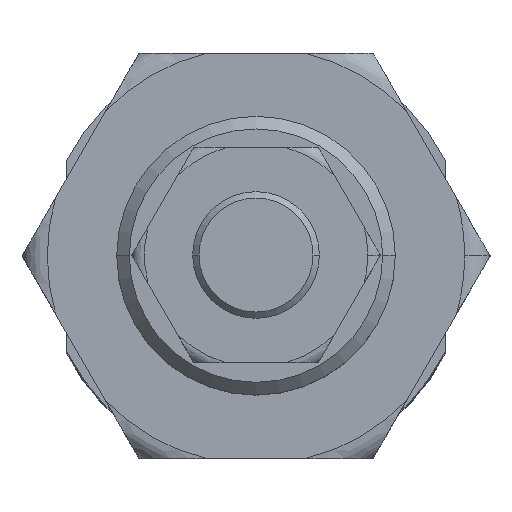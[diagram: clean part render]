
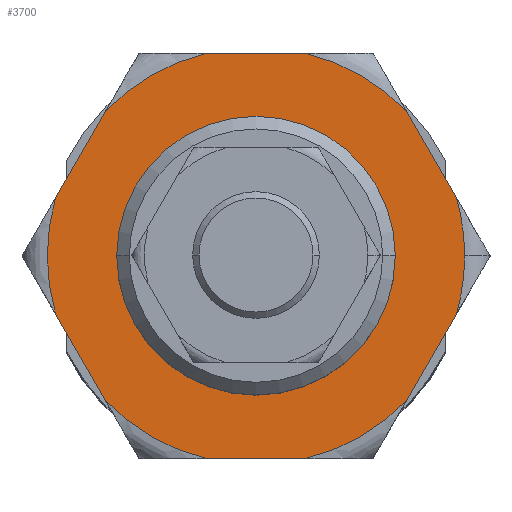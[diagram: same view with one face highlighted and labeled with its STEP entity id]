
A CAD part, top view. The second image highlights one B-rep face of the part: STEP entity #3700.
In plain terms, the highlighted planar face has unit normal (0, 0, 1).
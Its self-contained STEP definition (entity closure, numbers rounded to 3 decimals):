
#21 = DIRECTION ( 'NONE',  ( 0., 0., 1. ) ) ;
#56 = EDGE_LOOP ( 'NONE', ( #1008, #3061 ) ) ;
#80 = LINE ( 'NONE', #1277, #3815 ) ;
#101 = DIRECTION ( 'NONE',  ( -0.5, 0.866, 0. ) ) ;
#107 = CARTESIAN_POINT ( 'NONE',  ( 11., 0., 5.5 ) ) ;
#226 = EDGE_LOOP ( 'NONE', ( #3366, #311, #1692, #2367, #1340, #1296, #2201, #4017, #2874, #666, #3676, #2315, #1110 ) ) ;
#257 = CIRCLE ( 'NONE', #387, 16.475 ) ;
#311 = ORIENTED_EDGE ( 'NONE', *, *, #955, .T. ) ;
#371 = CIRCLE ( 'NONE', #610, 16.475 ) ;
#387 = AXIS2_PLACEMENT_3D ( 'NONE', #3955, #1786, #4330 ) ;
#479 = CARTESIAN_POINT ( 'NONE',  ( 18.475, 0., 5.5 ) ) ;
#501 = DIRECTION ( 'NONE',  ( 0.5, 0.866, 0. ) ) ;
#502 = LINE ( 'NONE', #2108, #3130 ) ;
#610 = AXIS2_PLACEMENT_3D ( 'NONE', #855, #3370, #1220 ) ;
#655 = VECTOR ( 'NONE', #1945, 1000. ) ;
#661 = DIRECTION ( 'NONE',  ( 0., 0., -1. ) ) ;
#666 = ORIENTED_EDGE ( 'NONE', *, *, #3528, .F. ) ;
#673 = VERTEX_POINT ( 'NONE', #1603 ) ;
#690 = VERTEX_POINT ( 'NONE', #4142 ) ;
#748 = CARTESIAN_POINT ( 'NONE',  ( -15.821, -4.598, 5.5 ) ) ;
#752 = EDGE_CURVE ( 'NONE', #2016, #673, #2574, .T. ) ;
#770 = AXIS2_PLACEMENT_3D ( 'NONE', #2809, #661, #3166 ) ;
#779 = VERTEX_POINT ( 'NONE', #2343 ) ;
#808 = CARTESIAN_POINT ( 'NONE',  ( 0., 0., 5.5 ) ) ;
#841 = DIRECTION ( 'NONE',  ( 0., 0., 1. ) ) ;
#847 = VERTEX_POINT ( 'NONE', #2837 ) ;
#855 = CARTESIAN_POINT ( 'NONE',  ( 0., 0., 5.5 ) ) ;
#955 = EDGE_CURVE ( 'NONE', #4393, #2237, #80, .T. ) ;
#1008 = ORIENTED_EDGE ( 'NONE', *, *, #1785, .F. ) ;
#1014 = CARTESIAN_POINT ( 'NONE',  ( 3.928, 16., 5.5 ) ) ;
#1070 = CARTESIAN_POINT ( 'NONE',  ( -18.475, 0., 5.5 ) ) ;
#1110 = ORIENTED_EDGE ( 'NONE', *, *, #752, .T. ) ;
#1169 = DIRECTION ( 'NONE',  ( 1., 0., 0. ) ) ;
#1220 = DIRECTION ( 'NONE',  ( 1., 0., 0. ) ) ;
#1237 = AXIS2_PLACEMENT_3D ( 'NONE', #3951, #1780, #4325 ) ;
#1277 = CARTESIAN_POINT ( 'NONE',  ( 9.238, -16., 5.5 ) ) ;
#1279 = AXIS2_PLACEMENT_3D ( 'NONE', #2071, #4636, #2437 ) ;
#1296 = ORIENTED_EDGE ( 'NONE', *, *, #3002, .F. ) ;
#1297 = CARTESIAN_POINT ( 'NONE',  ( 0., 0., 5.5 ) ) ;
#1340 = ORIENTED_EDGE ( 'NONE', *, *, #4404, .T. ) ;
#1412 = VERTEX_POINT ( 'NONE', #748 ) ;
#1431 = DIRECTION ( 'NONE',  ( 0.5, -0.866, 0. ) ) ;
#1463 = PLANE ( 'NONE',  #4656 ) ;
#1546 = CIRCLE ( 'NONE', #3341, 16.475 ) ;
#1603 = CARTESIAN_POINT ( 'NONE',  ( 3.928, -16., 5.5 ) ) ;
#1658 = DIRECTION ( 'NONE',  ( 1., 0., 0. ) ) ;
#1692 = ORIENTED_EDGE ( 'NONE', *, *, #2126, .F. ) ;
#1741 = EDGE_CURVE ( 'NONE', #4393, #673, #1546, .T. ) ;
#1780 = DIRECTION ( 'NONE',  ( 0., 0., -1. ) ) ;
#1785 = EDGE_CURVE ( 'NONE', #1803, #2681, #2489, .T. ) ;
#1786 = DIRECTION ( 'NONE',  ( 0., 0., -1. ) ) ;
#1793 = VERTEX_POINT ( 'NONE', #4462 ) ;
#1803 = VERTEX_POINT ( 'NONE', #107 ) ;
#1829 = EDGE_CURVE ( 'NONE', #2713, #779, #371, .T. ) ;
#1845 = CARTESIAN_POINT ( 'NONE',  ( 15.821, -4.598, 5.5 ) ) ;
#1867 = DIRECTION ( 'NONE',  ( -0.5, -0.866, 0. ) ) ;
#1945 = DIRECTION ( 'NONE',  ( 1., 0., 0. ) ) ;
#1955 = DIRECTION ( 'NONE',  ( 0., 0., 1. ) ) ;
#2016 = VERTEX_POINT ( 'NONE', #3468 ) ;
#2071 = CARTESIAN_POINT ( 'NONE',  ( 0., 0., 5.5 ) ) ;
#2108 = CARTESIAN_POINT ( 'NONE',  ( 9.238, 16., 5.5 ) ) ;
#2118 = CARTESIAN_POINT ( 'NONE',  ( -11., 0., 5.5 ) ) ;
#2126 = EDGE_CURVE ( 'NONE', #2511, #2237, #3465, .T. ) ;
#2201 = ORIENTED_EDGE ( 'NONE', *, *, #3960, .T. ) ;
#2207 = CARTESIAN_POINT ( 'NONE',  ( -9.238, 16., 5.5 ) ) ;
#2237 = VERTEX_POINT ( 'NONE', #1845 ) ;
#2253 = CARTESIAN_POINT ( 'NONE',  ( 11.892, -11.402, 5.5 ) ) ;
#2315 = ORIENTED_EDGE ( 'NONE', *, *, #2606, .F. ) ;
#2326 = VECTOR ( 'NONE', #1867, 1000. ) ;
#2343 = CARTESIAN_POINT ( 'NONE',  ( -3.928, 16., 5.5 ) ) ;
#2367 = ORIENTED_EDGE ( 'NONE', *, *, #3159, .F. ) ;
#2437 = DIRECTION ( 'NONE',  ( 1., 0., 0. ) ) ;
#2489 = CIRCLE ( 'NONE', #4586, 11. ) ;
#2504 = CIRCLE ( 'NONE', #4288, 11. ) ;
#2511 = VERTEX_POINT ( 'NONE', #2723 ) ;
#2530 = DIRECTION ( 'NONE',  ( 1., 0., 0. ) ) ;
#2574 = LINE ( 'NONE', #2667, #655 ) ;
#2606 = EDGE_CURVE ( 'NONE', #2016, #847, #3882, .T. ) ;
#2617 = AXIS2_PLACEMENT_3D ( 'NONE', #1297, #3827, #1658 ) ;
#2667 = CARTESIAN_POINT ( 'NONE',  ( -9.238, -16., 5.5 ) ) ;
#2681 = VERTEX_POINT ( 'NONE', #2118 ) ;
#2713 = VERTEX_POINT ( 'NONE', #3976 ) ;
#2723 = CARTESIAN_POINT ( 'NONE',  ( 16.475, 0., 5.5 ) ) ;
#2809 = CARTESIAN_POINT ( 'NONE',  ( 0., 0., 5.5 ) ) ;
#2837 = CARTESIAN_POINT ( 'NONE',  ( -11.892, -11.402, 5.5 ) ) ;
#2874 = ORIENTED_EDGE ( 'NONE', *, *, #3342, .T. ) ;
#2892 = CARTESIAN_POINT ( 'NONE',  ( 18.475, 0., 5.5 ) ) ;
#2895 = FACE_OUTER_BOUND ( 'NONE', #226, .T. ) ;
#2991 = CARTESIAN_POINT ( 'NONE',  ( 0., 0., 5.5 ) ) ;
#3002 = EDGE_CURVE ( 'NONE', #3102, #4175, #4452, .T. ) ;
#3061 = ORIENTED_EDGE ( 'NONE', *, *, #4485, .F. ) ;
#3102 = VERTEX_POINT ( 'NONE', #1014 ) ;
#3130 = VECTOR ( 'NONE', #4302, 1000. ) ;
#3159 = EDGE_CURVE ( 'NONE', #1793, #2511, #257, .T. ) ;
#3166 = DIRECTION ( 'NONE',  ( 1., 0., 0. ) ) ;
#3317 = DIRECTION ( 'NONE',  ( 0., 0., -1. ) ) ;
#3341 = AXIS2_PLACEMENT_3D ( 'NONE', #808, #3317, #1169 ) ;
#3342 = EDGE_CURVE ( 'NONE', #2713, #690, #4391, .T. ) ;
#3359 = DIRECTION ( 'NONE',  ( 1., 0., 0. ) ) ;
#3366 = ORIENTED_EDGE ( 'NONE', *, *, #1741, .F. ) ;
#3370 = DIRECTION ( 'NONE',  ( 0., 0., -1. ) ) ;
#3465 = CIRCLE ( 'NONE', #1237, 16.475 ) ;
#3468 = CARTESIAN_POINT ( 'NONE',  ( -3.928, -16., 5.5 ) ) ;
#3471 = VECTOR ( 'NONE', #101, 1000. ) ;
#3528 = EDGE_CURVE ( 'NONE', #1412, #690, #4675, .T. ) ;
#3619 = EDGE_CURVE ( 'NONE', #1412, #847, #4446, .T. ) ;
#3676 = ORIENTED_EDGE ( 'NONE', *, *, #3619, .T. ) ;
#3700 = ADVANCED_FACE ( 'NONE', ( #2895, #3867 ), #1463, .T. ) ;
#3815 = VECTOR ( 'NONE', #501, 1000. ) ;
#3827 = DIRECTION ( 'NONE',  ( 0., 0., -1. ) ) ;
#3867 = FACE_BOUND ( 'NONE', #56, .T. ) ;
#3882 = CIRCLE ( 'NONE', #1279, 16.475 ) ;
#3951 = CARTESIAN_POINT ( 'NONE',  ( 0., 0., 5.5 ) ) ;
#3955 = CARTESIAN_POINT ( 'NONE',  ( 0., 0., 5.5 ) ) ;
#3960 = EDGE_CURVE ( 'NONE', #3102, #779, #502, .T. ) ;
#3976 = CARTESIAN_POINT ( 'NONE',  ( -11.892, 11.402, 5.5 ) ) ;
#4017 = ORIENTED_EDGE ( 'NONE', *, *, #1829, .F. ) ;
#4139 = CARTESIAN_POINT ( 'NONE',  ( 0., 0., 5.5 ) ) ;
#4142 = CARTESIAN_POINT ( 'NONE',  ( -15.821, 4.598, 5.5 ) ) ;
#4175 = VERTEX_POINT ( 'NONE', #4281 ) ;
#4281 = CARTESIAN_POINT ( 'NONE',  ( 11.892, 11.402, 5.5 ) ) ;
#4288 = AXIS2_PLACEMENT_3D ( 'NONE', #4139, #1955, #4518 ) ;
#4302 = DIRECTION ( 'NONE',  ( -1., 0., 0. ) ) ;
#4325 = DIRECTION ( 'NONE',  ( 1., 0., 0. ) ) ;
#4330 = DIRECTION ( 'NONE',  ( 1., 0., 0. ) ) ;
#4336 = VECTOR ( 'NONE', #1431, 1000. ) ;
#4391 = LINE ( 'NONE', #2207, #2326 ) ;
#4393 = VERTEX_POINT ( 'NONE', #2253 ) ;
#4404 = EDGE_CURVE ( 'NONE', #1793, #4175, #4460, .T. ) ;
#4446 = LINE ( 'NONE', #1070, #4336 ) ;
#4452 = CIRCLE ( 'NONE', #2617, 16.475 ) ;
#4460 = LINE ( 'NONE', #479, #3471 ) ;
#4462 = CARTESIAN_POINT ( 'NONE',  ( 15.821, 4.598, 5.5 ) ) ;
#4485 = EDGE_CURVE ( 'NONE', #2681, #1803, #2504, .T. ) ;
#4518 = DIRECTION ( 'NONE',  ( 1., 0., 0. ) ) ;
#4586 = AXIS2_PLACEMENT_3D ( 'NONE', #2991, #841, #3359 ) ;
#4636 = DIRECTION ( 'NONE',  ( 0., 0., -1. ) ) ;
#4656 = AXIS2_PLACEMENT_3D ( 'NONE', #2892, #21, #2530 ) ;
#4675 = CIRCLE ( 'NONE', #770, 16.475 ) ;
